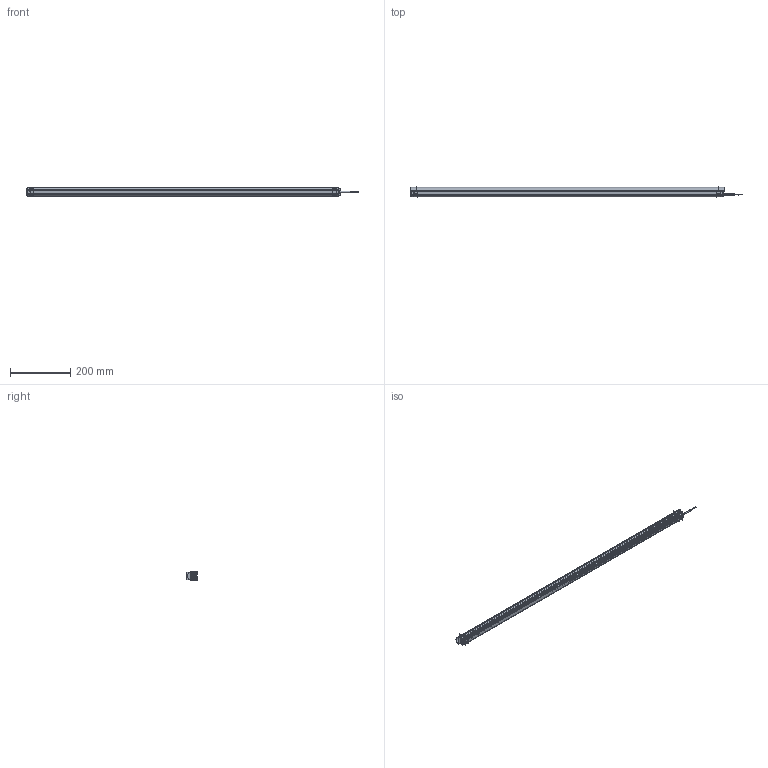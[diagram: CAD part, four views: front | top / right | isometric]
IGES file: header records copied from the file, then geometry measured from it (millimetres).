
Start section:  PTC IGES file: 210153.igs
Global section: file name: 210153.igs; native system: Creo Parametric by PTC Inc.; preprocessor: 2018300; author: pdmadmin; organization: Unknown; date: 20190117.095725; units: millimetre
Bounding box: 1100.79 x 33.18 x 29.12 mm (x, y, z)
Volume: 443914 mm3; surface area: 1350040.7 mm2
Topology: 19 solids, 24 shells, 2520 faces, 13047 edges, 16747 vertices
Faces by surface type: revolution 1556, bspline 964
